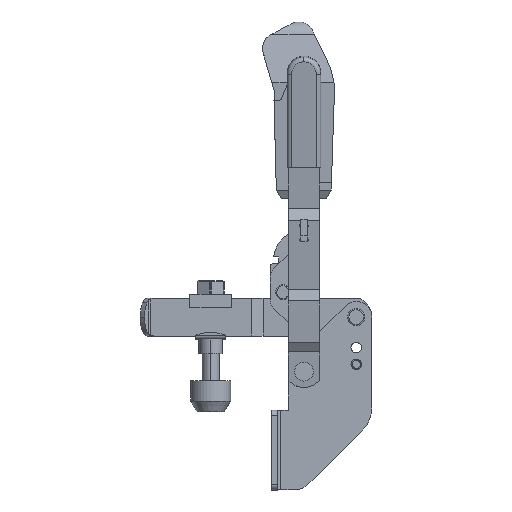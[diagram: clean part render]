
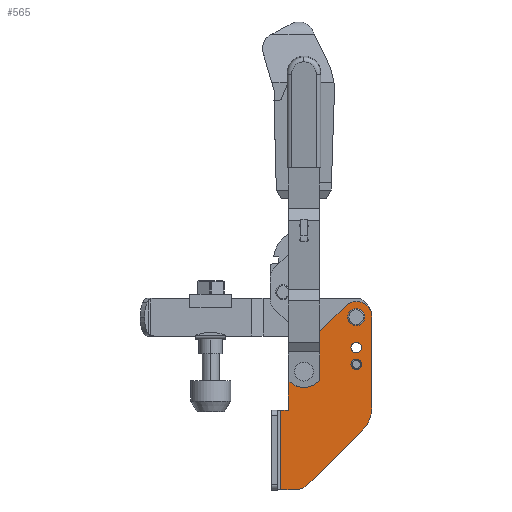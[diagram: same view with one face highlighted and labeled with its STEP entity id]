
A CAD part, top view. The second image highlights one B-rep face of the part: STEP entity #565.
In plain terms, the highlighted planar face has unit normal (0, 0, 1).
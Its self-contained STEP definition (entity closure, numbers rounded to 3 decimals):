
#565=ADVANCED_FACE('NONE',(#1577,#1578,#1579,#1580,#1581),#1582,.F.);
#1577=FACE_OUTER_BOUND('',#3118,.T.);
#1578=FACE_BOUND('',#3119,.T.);
#1579=FACE_BOUND('',#3120,.T.);
#1580=FACE_BOUND('',#3121,.T.);
#1581=FACE_BOUND('',#3122,.T.);
#1582=PLANE('',#3123);
#3118=EDGE_LOOP('',(#4742,#4743,#4744,#4745,#4746,#4747,#4748,#4749,#4750,#4751,#4752));
#3119=EDGE_LOOP('',(#4753,#4754));
#3120=EDGE_LOOP('',(#4755,#4756));
#3121=EDGE_LOOP('',(#4757,#4758));
#3122=EDGE_LOOP('',(#4759,#4760));
#3123=AXIS2_PLACEMENT_3D('',#4761,#4762,#4763);
#4742=ORIENTED_EDGE('',*,*,#9041,.T.);
#4743=ORIENTED_EDGE('',*,*,#9042,.T.);
#4744=ORIENTED_EDGE('',*,*,#9039,.T.);
#4745=ORIENTED_EDGE('',*,*,#9043,.T.);
#4746=ORIENTED_EDGE('',*,*,#9044,.T.);
#4747=ORIENTED_EDGE('',*,*,#9045,.T.);
#4748=ORIENTED_EDGE('',*,*,#9046,.T.);
#4749=ORIENTED_EDGE('',*,*,#9047,.F.);
#4750=ORIENTED_EDGE('',*,*,#9048,.T.);
#4751=ORIENTED_EDGE('',*,*,#9049,.T.);
#4752=ORIENTED_EDGE('',*,*,#9050,.T.);
#4753=ORIENTED_EDGE('',*,*,#9051,.F.);
#4754=ORIENTED_EDGE('',*,*,#8922,.F.);
#4755=ORIENTED_EDGE('',*,*,#8925,.F.);
#4756=ORIENTED_EDGE('',*,*,#9052,.F.);
#4757=ORIENTED_EDGE('',*,*,#8977,.T.);
#4758=ORIENTED_EDGE('',*,*,#9053,.T.);
#4759=ORIENTED_EDGE('',*,*,#9054,.T.);
#4760=ORIENTED_EDGE('',*,*,#9000,.T.);
#4761=CARTESIAN_POINT('',(-11.0,33.5,6.0));
#4762=DIRECTION('',(0.0,0.0,-1.0));
#4763=DIRECTION('',(0.0,-1.0,0.0));
#8922=EDGE_CURVE('NONE',#10640,#10642,#10643,.T.);
#8925=EDGE_CURVE('NONE',#10646,#10647,#10648,.T.);
#8977=EDGE_CURVE('NONE',#10737,#10735,#10738,.T.);
#9000=EDGE_CURVE('NONE',#10773,#10774,#10775,.T.);
#9039=EDGE_CURVE('NONE',#10833,#10837,#10839,.T.);
#9041=EDGE_CURVE('NONE',#10841,#10842,#10843,.T.);
#9042=EDGE_CURVE('NONE',#10842,#10833,#10844,.T.);
#9043=EDGE_CURVE('NONE',#10837,#10845,#10846,.T.);
#9044=EDGE_CURVE('NONE',#10845,#10847,#10848,.T.);
#9045=EDGE_CURVE('NONE',#10847,#10849,#10850,.T.);
#9046=EDGE_CURVE('NONE',#10849,#10851,#10852,.T.);
#9047=EDGE_CURVE('NONE',#10853,#10851,#10854,.T.);
#9048=EDGE_CURVE('NONE',#10853,#10855,#10856,.T.);
#9049=EDGE_CURVE('NONE',#10855,#10857,#10858,.T.);
#9050=EDGE_CURVE('NONE',#10857,#10841,#10859,.T.);
#9051=EDGE_CURVE('NONE',#10642,#10640,#10860,.T.);
#9052=EDGE_CURVE('NONE',#10647,#10646,#10861,.T.);
#9053=EDGE_CURVE('NONE',#10735,#10737,#10862,.T.);
#9054=EDGE_CURVE('NONE',#10774,#10773,#10863,.T.);
#10640=VERTEX_POINT('NONE',#13161);
#10642=VERTEX_POINT('NONE',#13164);
#10643=CIRCLE('',#13165,2.5);
#10646=VERTEX_POINT('NONE',#13169);
#10647=VERTEX_POINT('NONE',#13170);
#10648=CIRCLE('',#13171,2.5);
#10735=VERTEX_POINT('NONE',#13278);
#10737=VERTEX_POINT('NONE',#13281);
#10738=CIRCLE('',#13282,2.5);
#10773=VERTEX_POINT('NONE',#13324);
#10774=VERTEX_POINT('NONE',#13325);
#10775=CIRCLE('',#13326,4.0);
#10833=VERTEX_POINT('NONE',#13397);
#10837=VERTEX_POINT('NONE',#13402);
#10839=LINE('',#13404,#13405);
#10841=VERTEX_POINT('NONE',#13407);
#10842=VERTEX_POINT('NONE',#13408);
#10843=LINE('',#13409,#13410);
#10844=LINE('',#13411,#13412);
#10845=VERTEX_POINT('NONE',#13413);
#10846=LINE('',#13414,#13415);
#10847=VERTEX_POINT('NONE',#13416);
#10848=CIRCLE('',#13417,10.0);
#10849=VERTEX_POINT('NONE',#13418);
#10850=LINE('',#13419,#13420);
#10851=VERTEX_POINT('NONE',#13421);
#10852=CIRCLE('',#13422,15.0);
#10853=VERTEX_POINT('NONE',#13423);
#10854=LINE('',#13424,#13425);
#10855=VERTEX_POINT('NONE',#13426);
#10856=CIRCLE('',#13427,7.5);
#10857=VERTEX_POINT('NONE',#13428);
#10858=LINE('',#13429,#13430);
#10859=CIRCLE('',#13431,5.0);
#10860=CIRCLE('',#13432,2.5);
#10861=CIRCLE('',#13433,2.5);
#10862=CIRCLE('',#13434,2.5);
#10863=CIRCLE('',#13435,4.0);
#13161=CARTESIAN_POINT('',(27.5,11.5,6.0));
#13164=CARTESIAN_POINT('',(22.5,11.5,6.0));
#13165=AXIS2_PLACEMENT_3D('',#17297,#17298,#17299);
#13169=CARTESIAN_POINT('',(22.5,3.5,6.0));
#13170=CARTESIAN_POINT('',(27.5,3.5,6.0));
#13171=AXIS2_PLACEMENT_3D('',#17301,#17302,#17303);
#13278=CARTESIAN_POINT('',(2.5,0.0,6.0));
#13281=CARTESIAN_POINT('',(-2.5,0.0,6.0));
#13282=AXIS2_PLACEMENT_3D('',#17385,#17386,#17387);
#13324=CARTESIAN_POINT('',(29.0,26.0,6.0));
#13325=CARTESIAN_POINT('',(21.0,26.0,6.0));
#13326=AXIS2_PLACEMENT_3D('',#17425,#17426,#17427);
#13397=CARTESIAN_POINT('',(-11.0,-18.5,6.0));
#13402=CARTESIAN_POINT('',(-11.0,-56.5,6.0));
#13404=CARTESIAN_POINT('',(-11.0,33.5,6.0));
#13405=VECTOR('',#17499,1000.0);
#13407=CARTESIAN_POINT('',(-7.5,2.036,6.0));
#13408=CARTESIAN_POINT('',(-7.5,-18.5,6.0));
#13409=CARTESIAN_POINT('',(-7.5,33.5,6.0));
#13410=VECTOR('',#17500,1000.0);
#13411=CARTESIAN_POINT('',(-11.0,-18.5,6.0));
#13412=VECTOR('',#17501,1000.0);
#13413=CARTESIAN_POINT('',(-4.642,-56.5,6.0));
#13414=CARTESIAN_POINT('',(-11.0,-56.5,6.0));
#13415=VECTOR('',#17502,1000.0);
#13416=CARTESIAN_POINT('',(2.429,-53.571,6.0));
#13417=AXIS2_PLACEMENT_3D('',#17503,#17504,#17505);
#13418=CARTESIAN_POINT('',(28.107,-27.893,6.0));
#13419=CARTESIAN_POINT('',(39.25,-16.75,6.0));
#13420=VECTOR('',#17506,1000.0);
#13421=CARTESIAN_POINT('',(32.5,-17.287,6.0));
#13422=AXIS2_PLACEMENT_3D('',#17507,#17508,#17509);
#13423=CARTESIAN_POINT('',(32.5,26.0,6.0));
#13424=CARTESIAN_POINT('',(32.5,33.5,6.0));
#13425=VECTOR('',#17510,1000.0);
#13426=CARTESIAN_POINT('',(19.697,31.303,6.0));
#13427=AXIS2_PLACEMENT_3D('',#17511,#17512,#17513);
#13428=CARTESIAN_POINT('',(-6.036,5.571,6.0));
#13429=CARTESIAN_POINT('',(5.447,17.053,6.0));
#13430=VECTOR('',#17514,1000.0);
#13431=AXIS2_PLACEMENT_3D('',#17515,#17516,#17517);
#13432=AXIS2_PLACEMENT_3D('',#17518,#17519,#17520);
#13433=AXIS2_PLACEMENT_3D('',#17521,#17522,#17523);
#13434=AXIS2_PLACEMENT_3D('',#17524,#17525,#17526);
#13435=AXIS2_PLACEMENT_3D('',#17527,#17528,#17529);
#17297=CARTESIAN_POINT('',(25.0,11.5,6.0));
#17298=DIRECTION('',(0.0,0.0,1.0));
#17299=DIRECTION('',(-1.0,0.0,0.0));
#17301=CARTESIAN_POINT('',(25.0,3.5,6.0));
#17302=DIRECTION('',(0.0,0.0,1.0));
#17303=DIRECTION('',(-1.0,0.0,0.0));
#17385=CARTESIAN_POINT('',(0.0,0.0,6.0));
#17386=DIRECTION('',(0.0,0.0,-1.0));
#17387=DIRECTION('',(-1.0,0.0,0.0));
#17425=CARTESIAN_POINT('',(25.0,26.0,6.0));
#17426=DIRECTION('',(0.0,0.0,-1.0));
#17427=DIRECTION('',(-1.0,0.0,0.0));
#17499=DIRECTION('',(0.0,-1.0,0.0));
#17500=DIRECTION('',(0.0,-1.0,0.0));
#17501=DIRECTION('',(-1.0,0.0,0.0));
#17502=DIRECTION('',(1.0,0.0,0.0));
#17503=CARTESIAN_POINT('',(-4.642,-46.5,6.0));
#17504=DIRECTION('',(0.0,0.0,1.0));
#17505=DIRECTION('',(-1.0,0.0,0.0));
#17506=DIRECTION('',(0.707,0.707,0.0));
#17507=CARTESIAN_POINT('',(17.5,-17.287,6.0));
#17508=DIRECTION('',(0.0,0.0,1.0));
#17509=DIRECTION('',(-1.0,0.0,0.0));
#17510=DIRECTION('',(0.0,-1.0,0.0));
#17511=CARTESIAN_POINT('',(25.0,26.0,6.0));
#17512=DIRECTION('',(0.0,0.0,1.0));
#17513=DIRECTION('',(-1.0,0.0,0.0));
#17514=DIRECTION('',(-0.707,-0.707,0.0));
#17515=CARTESIAN_POINT('',(-2.5,2.036,6.0));
#17516=DIRECTION('',(0.0,0.0,1.0));
#17517=DIRECTION('',(-1.0,0.0,0.0));
#17518=CARTESIAN_POINT('',(25.0,11.5,6.0));
#17519=DIRECTION('',(0.0,0.0,1.0));
#17520=DIRECTION('',(-1.0,0.0,0.0));
#17521=CARTESIAN_POINT('',(25.0,3.5,6.0));
#17522=DIRECTION('',(0.0,0.0,1.0));
#17523=DIRECTION('',(-1.0,0.0,0.0));
#17524=CARTESIAN_POINT('',(0.0,0.0,6.0));
#17525=DIRECTION('',(0.0,0.0,-1.0));
#17526=DIRECTION('',(-1.0,0.0,0.0));
#17527=CARTESIAN_POINT('',(25.0,26.0,6.0));
#17528=DIRECTION('',(0.0,0.0,-1.0));
#17529=DIRECTION('',(-1.0,0.0,0.0));
